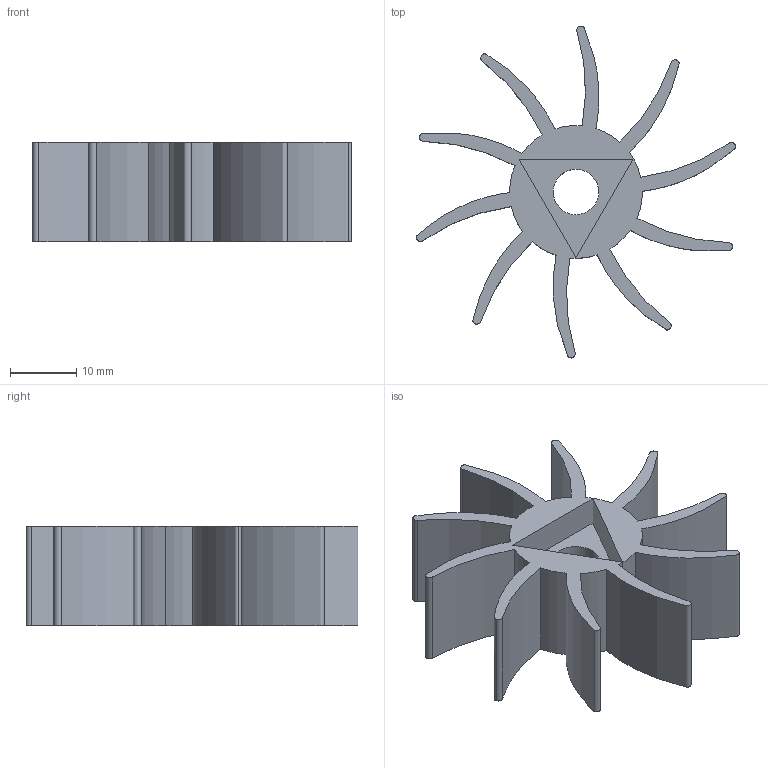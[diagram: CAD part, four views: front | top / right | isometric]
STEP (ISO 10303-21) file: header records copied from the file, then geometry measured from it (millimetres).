
FILE_DESCRIPTION(/* description */ (''),/* implementation_level */ '2;1');
FILE_NAME(/* name */ 'SPINDL~1',/* time_stamp */ '2016-10-01T21:53:21+02:00',/* author */ (''),/* organization */ (''),/* preprocessor_version */ 'ST-DEVELOPER v15',/* originating_system */ '',/* authorisation */ '');
FILE_SCHEMA (('AUTOMOTIVE_DESIGN'));
Length unit declared in the file: millimetre
Products named in the file (1): Document
Bounding box: 48.09 x 49.98 x 15 mm (x, y, z)
Volume: 7534.2 mm3; surface area: 6945.7 mm2
Topology: 1 solids, 1 shells, 39 faces, 108 edges, 72 vertices
Faces by surface type: bspline 33, plane 6
Entity records: 1892 total; most frequent: CARTESIAN_POINT 1312, ORIENTED_EDGE 216, EDGE_CURVE 108, VERTEX_POINT 72, EDGE_LOOP 42, ADVANCED_FACE 39, FACE_OUTER_BOUND 39, DIRECTION 10
